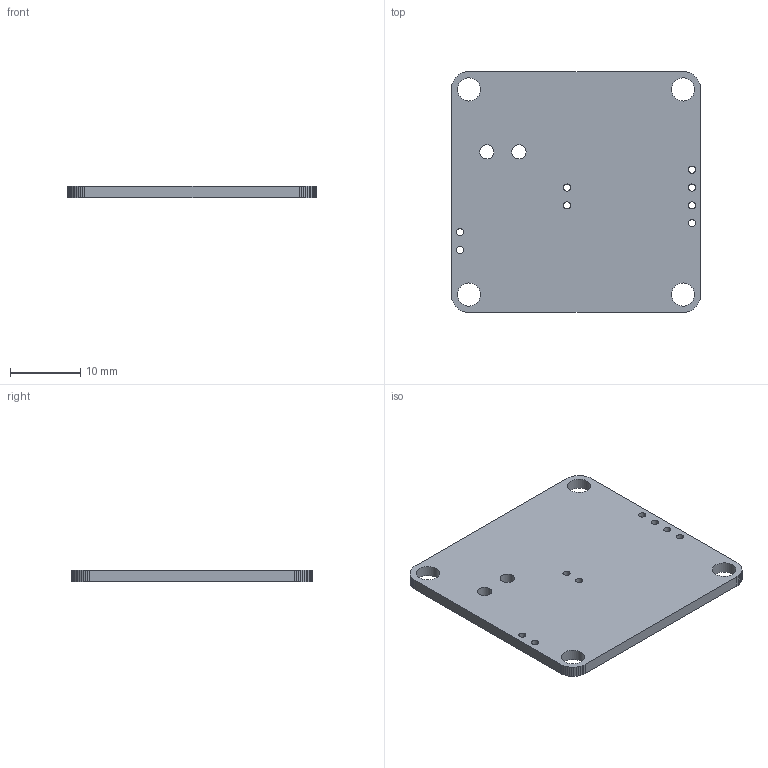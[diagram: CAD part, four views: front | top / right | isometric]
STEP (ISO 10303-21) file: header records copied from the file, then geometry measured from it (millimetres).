
FILE_DESCRIPTION(('KiCad electronic assembly'),'2;1');
FILE_NAME('working.step','2023-07-23T23:24:00',('Pcbnew'),('Kicad'), 'Open CASCADE STEP processor 7.6','KiCad to STEP converter','Unknown' );
FILE_SCHEMA(('AUTOMOTIVE_DESIGN { 1 0 10303 214 1 1 1 1 }'));
Length unit declared in the file: millimetre
Products named in the file (2): working 1; _autosave-working PCB
Assembly tree (1 placements, depth 2):
  working 1
    _autosave-working PCB
Bounding box: 35.56 x 34.29 x 1.6 mm (x, y, z)
Volume: 1866.5 mm3; surface area: 2677.3 mm2
Topology: 1 solids, 1 shells, 72 faces, 210 edges, 140 vertices
Faces by surface type: plane 58, cylinder 14
Full cylindrical faces by diameter (mm): 1.016 x8, 2.032 x2, 3.302 x4
Entity records: 5279 total; most frequent: CARTESIAN_POINT 1012, DIRECTION 778, LINE 574, VECTOR 574, ORIENTED_EDGE 420, PCURVE 420, DEFINITIONAL_REPRESENTATION 420, EDGE_CURVE 210
